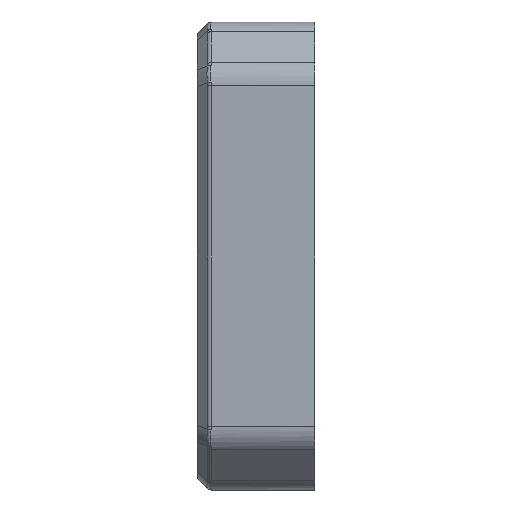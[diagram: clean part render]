
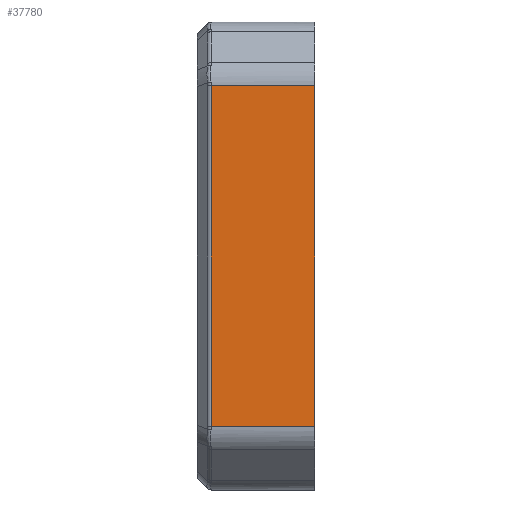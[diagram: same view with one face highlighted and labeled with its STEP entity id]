
A CAD part, left-side view. The second image highlights one B-rep face of the part: STEP entity #37780.
In plain terms, the highlighted planar face has unit normal (-1, 0, 0).
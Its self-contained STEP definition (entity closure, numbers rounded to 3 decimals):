
#500=LINE('',#54764,#4082);
#501=LINE('',#54767,#4083);
#519=LINE('',#54846,#4101);
#3950=LINE('',#65481,#7532);
#4082=VECTOR('',#42254,10.);
#4083=VECTOR('',#42257,10.);
#4101=VECTOR('',#42333,10.);
#7532=VECTOR('',#52632,10.);
#9371=PLANE('',#41566);
#11300=FACE_OUTER_BOUND('',#13365,.T.);
#13365=EDGE_LOOP('',(#34037,#34038,#34039,#34040));
#15645=VERTEX_POINT('',#54753);
#15650=VERTEX_POINT('',#54762);
#15651=VERTEX_POINT('',#54766);
#15683=VERTEX_POINT('',#54845);
#19454=EDGE_CURVE('',#15650,#15645,#500,.T.);
#19455=EDGE_CURVE('',#15651,#15645,#501,.T.);
#19495=EDGE_CURVE('',#15651,#15683,#519,.T.);
#24649=EDGE_CURVE('',#15683,#15650,#3950,.T.);
#34037=ORIENTED_EDGE('',*,*,#24649,.F.);
#34038=ORIENTED_EDGE('',*,*,#19495,.F.);
#34039=ORIENTED_EDGE('',*,*,#19455,.T.);
#34040=ORIENTED_EDGE('',*,*,#19454,.F.);
#37780=ADVANCED_FACE('',(#11300),#9371,.T.);
#41566=AXIS2_PLACEMENT_3D('',#65524,#52648,#52649);
#42254=DIRECTION('',(0.,-1.,0.));
#42257=DIRECTION('',(0.,0.,1.));
#42333=DIRECTION('',(0.,1.,0.));
#52632=DIRECTION('',(0.,0.,1.));
#52648=DIRECTION('center_axis',(-1.,0.,0.));
#52649=DIRECTION('ref_axis',(0.,0.,1.));
#54753=CARTESIAN_POINT('',(-140.,5.,186.716));
#54762=CARTESIAN_POINT('',(-140.,66.757,186.716));
#54764=CARTESIAN_POINT('',(-140.,5.,186.716));
#54766=CARTESIAN_POINT('',(-140.,5.,-16.716));
#54767=CARTESIAN_POINT('',(-140.,5.,-55.));
#54845=CARTESIAN_POINT('',(-140.,66.757,-16.716));
#54846=CARTESIAN_POINT('',(-140.,5.,-16.716));
#65481=CARTESIAN_POINT('',(-140.,66.757,-20.));
#65524=CARTESIAN_POINT('Origin',(-140.,5.,-55.));
